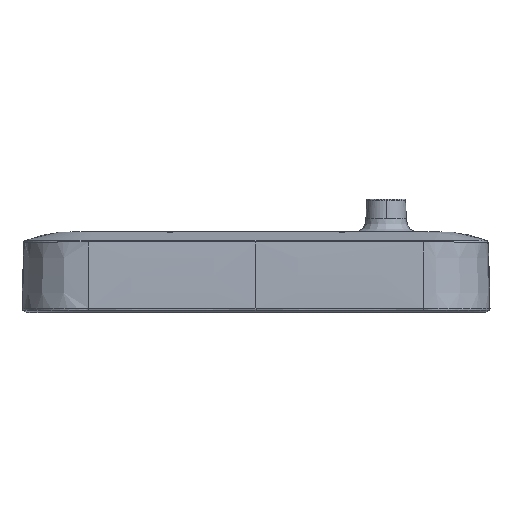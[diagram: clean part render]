
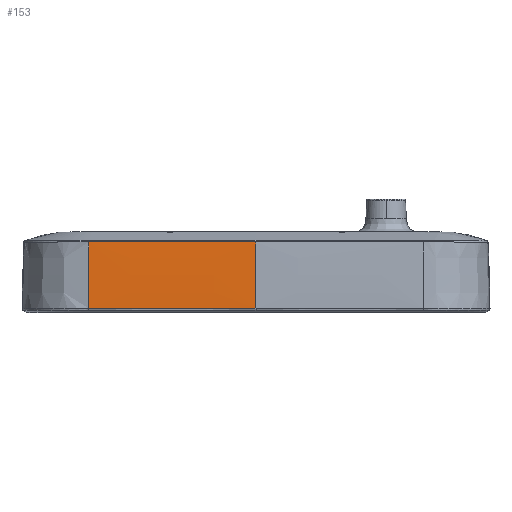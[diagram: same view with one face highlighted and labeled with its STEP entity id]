
A CAD part, top view. The second image highlights one B-rep face of the part: STEP entity #153.
In plain terms, the highlighted free-form (B-spline) face has degree [3, 3] with [7, 10] control points.
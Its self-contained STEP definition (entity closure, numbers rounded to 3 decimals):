
#153=ADVANCED_FACE('',(#464),#4979,.T.);
#464=FACE_OUTER_BOUND('',#786,.T.);
#786=EDGE_LOOP('',(#1725,#1726,#1727,#1728));
#1725=ORIENTED_EDGE('',*,*,#3030,.T.);
#1726=ORIENTED_EDGE('',*,*,#2724,.F.);
#1727=ORIENTED_EDGE('',*,*,#3032,.T.);
#1728=ORIENTED_EDGE('',*,*,#3033,.F.);
#2724=EDGE_CURVE('',#4476,#4478,#3543,.T.);
#3030=EDGE_CURVE('',#4690,#4478,#3823,.T.);
#3032=EDGE_CURVE('',#4476,#4688,#3825,.T.);
#3033=EDGE_CURVE('',#4690,#4688,#3826,.T.);
#3543=B_SPLINE_CURVE_WITH_KNOTS('',3,(#28385,#28386,#28387,#28388),
 .UNSPECIFIED.,.F.,.F.,(4,4),(-1.,0.),.UNSPECIFIED.);
#3823=B_SPLINE_CURVE_WITH_KNOTS('',3,(#31927,#31928,#31929,#31930,#31931,
#31932,#31933),.UNSPECIFIED.,.F.,.F.,(4,1,1,1,4),(0.018,0.25,
0.5,0.75,0.981),.UNSPECIFIED.);
#3825=B_SPLINE_CURVE_WITH_KNOTS('',3,(#31964,#31965,#31966,#31967,#31968,
#31969,#31970),.UNSPECIFIED.,.F.,.F.,(4,1,1,1,4),(-14.923,-11.34,
-7.463,-3.586,0.),.UNSPECIFIED.);
#3826=B_SPLINE_CURVE_WITH_KNOTS('',3,(#31971,#31972,#31973,#31974,#31975,
#31976),.UNSPECIFIED.,.F.,.F.,(4,2,4),(-1.,-0.5,0.),
 .UNSPECIFIED.);
#4476=VERTEX_POINT('',#26828);
#4478=VERTEX_POINT('',#26830);
#4688=VERTEX_POINT('',#27040);
#4690=VERTEX_POINT('',#27042);
#4979=B_SPLINE_SURFACE_WITH_KNOTS('',3,3,((#20932,#20933,#20934,#20935,
#20936,#20937,#20938,#20939,#20940,#20941),(#20942,#20943,#20944,#20945,
#20946,#20947,#20948,#20949,#20950,#20951),(#20952,#20953,#20954,#20955,
#20956,#20957,#20958,#20959,#20960,#20961),(#20962,#20963,#20964,#20965,
#20966,#20967,#20968,#20969,#20970,#20971),(#20972,#20973,#20974,#20975,
#20976,#20977,#20978,#20979,#20980,#20981),(#20982,#20983,#20984,#20985,
#20986,#20987,#20988,#20989,#20990,#20991),(#20992,#20993,#20994,#20995,
#20996,#20997,#20998,#20999,#21000,#21001)),.UNSPECIFIED.,.F.,.F.,.F.,(4,
1,1,1,4),(4,1,1,1,3,4),(0.,9.385,18.771,28.156,
37.542),(0.,3.877,7.755,11.632,
15.509,15.664),.UNSPECIFIED.);
#20932=CARTESIAN_POINT('',(0.,7.9,42.542));
#20933=CARTESIAN_POINT('',(0.,6.609,42.605));
#20934=CARTESIAN_POINT('',(0.,4.027,42.719));
#20935=CARTESIAN_POINT('',(0.,0.152,42.852));
#20936=CARTESIAN_POINT('',(0.,-3.723,42.948));
#20937=CARTESIAN_POINT('',(0.,-6.308,42.987));
#20938=CARTESIAN_POINT('',(0.,-7.6,43.));
#20939=CARTESIAN_POINT('',(0.,-7.652,43.001));
#20940=CARTESIAN_POINT('',(0.,-7.703,43.001));
#20941=CARTESIAN_POINT('',(0.,-7.755,43.002));
#20942=CARTESIAN_POINT('',(-3.144,7.9,42.542));
#20943=CARTESIAN_POINT('',(-3.142,6.609,42.605));
#20944=CARTESIAN_POINT('',(-3.137,4.027,42.719));
#20945=CARTESIAN_POINT('',(-3.129,0.152,42.852));
#20946=CARTESIAN_POINT('',(-3.119,-3.723,42.948));
#20947=CARTESIAN_POINT('',(-3.11,-6.308,42.987));
#20948=CARTESIAN_POINT('',(-3.105,-7.6,43.));
#20949=CARTESIAN_POINT('',(-3.105,-7.652,43.001));
#20950=CARTESIAN_POINT('',(-3.105,-7.703,43.001));
#20951=CARTESIAN_POINT('',(-3.105,-7.755,43.002));
#20952=CARTESIAN_POINT('',(-9.433,7.9,42.536));
#20953=CARTESIAN_POINT('',(-9.426,6.609,42.599));
#20954=CARTESIAN_POINT('',(-9.411,4.027,42.713));
#20955=CARTESIAN_POINT('',(-9.387,0.152,42.846));
#20956=CARTESIAN_POINT('',(-9.357,-3.723,42.942));
#20957=CARTESIAN_POINT('',(-9.331,-6.308,42.981));
#20958=CARTESIAN_POINT('',(-9.316,-7.6,42.995));
#20959=CARTESIAN_POINT('',(-9.315,-7.652,42.995));
#20960=CARTESIAN_POINT('',(-9.315,-7.703,42.996));
#20961=CARTESIAN_POINT('',(-9.314,-7.755,42.996));
#20962=CARTESIAN_POINT('',(-18.843,7.9,42.512));
#20963=CARTESIAN_POINT('',(-18.833,6.609,42.574));
#20964=CARTESIAN_POINT('',(-18.811,4.027,42.686));
#20965=CARTESIAN_POINT('',(-18.774,0.152,42.818));
#20966=CARTESIAN_POINT('',(-18.724,-3.723,42.915));
#20967=CARTESIAN_POINT('',(-18.679,-6.308,42.956));
#20968=CARTESIAN_POINT('',(-18.653,-7.6,42.971));
#20969=CARTESIAN_POINT('',(-18.652,-7.652,42.972));
#20970=CARTESIAN_POINT('',(-18.651,-7.703,42.972));
#20971=CARTESIAN_POINT('',(-18.65,-7.755,42.973));
#20972=CARTESIAN_POINT('',(-28.209,7.9,42.472));
#20973=CARTESIAN_POINT('',(-28.202,6.609,42.533));
#20974=CARTESIAN_POINT('',(-28.189,4.027,42.642));
#20975=CARTESIAN_POINT('',(-28.158,0.152,42.773));
#20976=CARTESIAN_POINT('',(-28.11,-3.723,42.87));
#20977=CARTESIAN_POINT('',(-28.062,-6.308,42.914));
#20978=CARTESIAN_POINT('',(-28.032,-7.6,42.931));
#20979=CARTESIAN_POINT('',(-28.031,-7.652,42.932));
#20980=CARTESIAN_POINT('',(-28.03,-7.703,42.933));
#20981=CARTESIAN_POINT('',(-28.029,-7.755,42.933));
#20982=CARTESIAN_POINT('',(-34.408,7.9,42.435));
#20983=CARTESIAN_POINT('',(-34.413,6.609,42.494));
#20984=CARTESIAN_POINT('',(-34.419,4.027,42.601));
#20985=CARTESIAN_POINT('',(-34.414,0.152,42.73));
#20986=CARTESIAN_POINT('',(-34.388,-3.723,42.829));
#20987=CARTESIAN_POINT('',(-34.352,-6.308,42.875));
#20988=CARTESIAN_POINT('',(-34.329,-7.6,42.894));
#20989=CARTESIAN_POINT('',(-34.328,-7.652,42.895));
#20990=CARTESIAN_POINT('',(-34.327,-7.703,42.896));
#20991=CARTESIAN_POINT('',(-34.326,-7.755,42.896));
#20992=CARTESIAN_POINT('',(-37.493,7.9,42.414));
#20993=CARTESIAN_POINT('',(-37.506,6.609,42.473));
#20994=CARTESIAN_POINT('',(-37.527,4.027,42.578));
#20995=CARTESIAN_POINT('',(-37.541,0.152,42.706));
#20996=CARTESIAN_POINT('',(-37.533,-3.723,42.805));
#20997=CARTESIAN_POINT('',(-37.51,-6.308,42.853));
#20998=CARTESIAN_POINT('',(-37.492,-7.6,42.873));
#20999=CARTESIAN_POINT('',(-37.492,-7.652,42.873));
#21000=CARTESIAN_POINT('',(-37.491,-7.703,42.874));
#21001=CARTESIAN_POINT('',(-37.49,-7.755,42.875));
#26828=CARTESIAN_POINT('',(0.,-7.306,42.997));
#26830=CARTESIAN_POINT('',(-37.496,-7.305,42.868));
#27040=CARTESIAN_POINT('',(0.,7.609,42.556));
#27042=CARTESIAN_POINT('',(-37.496,7.614,42.427));
#28385=CARTESIAN_POINT('',(0.,-7.306,42.997));
#28386=CARTESIAN_POINT('',(-12.499,-7.306,42.997));
#28387=CARTESIAN_POINT('',(-24.998,-7.305,42.954));
#28388=CARTESIAN_POINT('',(-37.496,-7.305,42.868));
#31927=CARTESIAN_POINT('',(-37.496,7.614,42.427));
#31928=CARTESIAN_POINT('',(-37.507,6.418,42.48));
#31929=CARTESIAN_POINT('',(-37.527,3.932,42.581));
#31930=CARTESIAN_POINT('',(-37.541,0.152,42.706));
#31931=CARTESIAN_POINT('',(-37.533,-3.625,42.802));
#31932=CARTESIAN_POINT('',(-37.511,-6.111,42.849));
#31933=CARTESIAN_POINT('',(-37.496,-7.305,42.868));
#31964=CARTESIAN_POINT('',(0.,-7.306,42.997));
#31965=CARTESIAN_POINT('',(0.,-6.112,42.984));
#31966=CARTESIAN_POINT('',(0.,-3.626,42.946));
#31967=CARTESIAN_POINT('',(0.,0.152,42.852));
#31968=CARTESIAN_POINT('',(0.,3.93,42.722));
#31969=CARTESIAN_POINT('',(0.,6.415,42.613));
#31970=CARTESIAN_POINT('',(0.,7.609,42.556));
#31971=CARTESIAN_POINT('',(-37.496,7.614,42.427));
#31972=CARTESIAN_POINT('',(-31.322,7.614,42.469));
#31973=CARTESIAN_POINT('',(-25.092,7.615,42.502));
#31974=CARTESIAN_POINT('',(-12.575,7.614,42.545));
#31975=CARTESIAN_POINT('',(-6.288,7.613,42.556));
#31976=CARTESIAN_POINT('',(0.,7.609,42.556));
